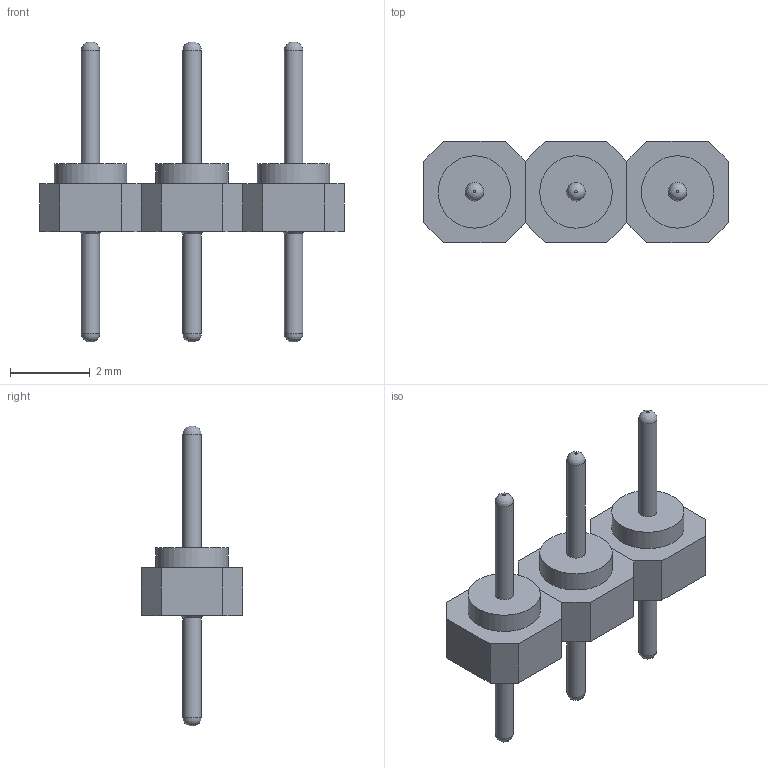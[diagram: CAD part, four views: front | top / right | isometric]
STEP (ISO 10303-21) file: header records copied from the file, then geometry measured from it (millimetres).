
FILE_DESCRIPTION(('FreeCAD Model'),'2;1');
FILE_NAME('1x02_B1.2_L7.5.step','2016-11-22T13:05:25',('Author'),(''), 'Open CASCADE STEP processor 6.8','FreeCAD','Unknown');
FILE_SCHEMA(('AUTOMOTIVE_DESIGN_CC2 { 1 2 10303 214 -1 1 5 4 }'));
Length unit declared in the file: millimetre
Products named in the file (2): ASSEMBLY; 1x02_B1.2_L7.5
Assembly tree (1 placements, depth 2):
  ASSEMBLY
    1x02_B1.2_L7.5
Bounding box: 7.62 x 2.54 x 7.5 mm (x, y, z)
Volume: 28.1 mm3; surface area: 141.8 mm2
Topology: 6 solids, 6 shells, 96 faces, 183 edges, 114 vertices
Faces by surface type: plane 51, cylinder 27, cone 12, revolution 6
Full cylindrical faces by diameter (mm): 0.46 x6, 1.35 x12, 1.5 x6, 1.81 x3
Entity records: 5512 total; most frequent: CARTESIAN_POINT 1013, DIRECTION 706, ORIENTED_EDGE 366, PCURVE 366, DEFINITIONAL_REPRESENTATION 366, LINE 351, VECTOR 351, EDGE_CURVE 183
